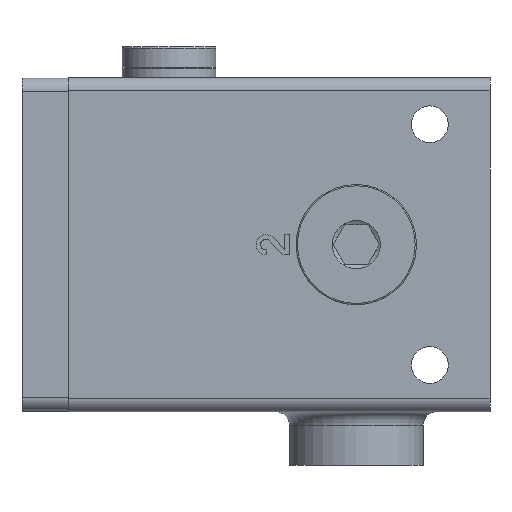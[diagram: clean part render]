
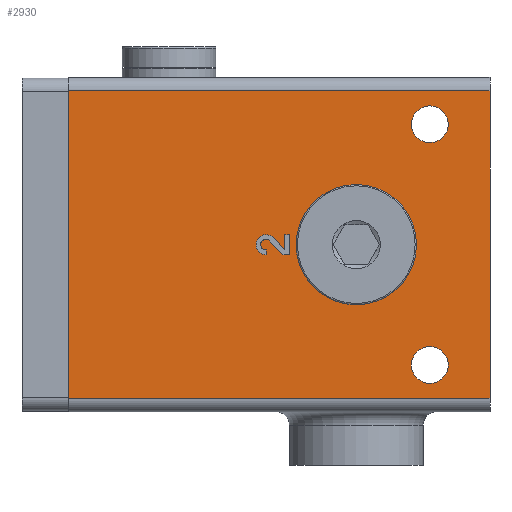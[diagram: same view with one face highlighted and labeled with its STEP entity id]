
A CAD part, left-side view. The second image highlights one B-rep face of the part: STEP entity #2930.
In plain terms, the highlighted face is planar.
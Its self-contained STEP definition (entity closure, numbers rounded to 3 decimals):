
#134=CIRCLE('',#3105,1.5);
#135=CIRCLE('',#3106,0.8);
#136=CIRCLE('',#3107,6.58);
#137=CIRCLE('',#3108,2.75);
#138=CIRCLE('',#3109,2.75);
#259=ORIENTED_EDGE('',*,*,#823,.F.);
#260=ORIENTED_EDGE('',*,*,#824,.F.);
#261=ORIENTED_EDGE('',*,*,#825,.F.);
#262=ORIENTED_EDGE('',*,*,#826,.F.);
#263=ORIENTED_EDGE('',*,*,#827,.F.);
#264=ORIENTED_EDGE('',*,*,#828,.F.);
#265=ORIENTED_EDGE('',*,*,#829,.F.);
#266=ORIENTED_EDGE('',*,*,#830,.T.);
#267=ORIENTED_EDGE('',*,*,#831,.F.);
#268=ORIENTED_EDGE('',*,*,#832,.T.);
#269=ORIENTED_EDGE('',*,*,#833,.F.);
#270=ORIENTED_EDGE('',*,*,#834,.F.);
#271=ORIENTED_EDGE('',*,*,#835,.F.);
#272=ORIENTED_EDGE('',*,*,#836,.T.);
#273=ORIENTED_EDGE('',*,*,#837,.T.);
#274=ORIENTED_EDGE('',*,*,#838,.T.);
#823=EDGE_CURVE('',#1105,#1106,#134,.T.);
#824=EDGE_CURVE('',#1107,#1105,#1309,.T.);
#825=EDGE_CURVE('',#1108,#1107,#1310,.T.);
#826=EDGE_CURVE('',#1109,#1108,#1311,.T.);
#827=EDGE_CURVE('',#1110,#1109,#1312,.T.);
#828=EDGE_CURVE('',#1111,#1110,#1313,.T.);
#829=EDGE_CURVE('',#1112,#1111,#1314,.T.);
#830=EDGE_CURVE('',#1112,#1113,#135,.T.);
#831=EDGE_CURVE('',#1106,#1113,#1315,.T.);
#832=EDGE_CURVE('',#1114,#1114,#136,.T.);
#833=EDGE_CURVE('',#1115,#1115,#137,.T.);
#834=EDGE_CURVE('',#1116,#1116,#138,.T.);
#835=EDGE_CURVE('',#1117,#1118,#1316,.T.);
#836=EDGE_CURVE('',#1117,#1119,#1317,.T.);
#837=EDGE_CURVE('',#1119,#1120,#1318,.T.);
#838=EDGE_CURVE('',#1120,#1118,#1319,.T.);
#1105=VERTEX_POINT('',#4085);
#1106=VERTEX_POINT('',#4086);
#1107=VERTEX_POINT('',#4088);
#1108=VERTEX_POINT('',#4090);
#1109=VERTEX_POINT('',#4092);
#1110=VERTEX_POINT('',#4094);
#1111=VERTEX_POINT('',#4096);
#1112=VERTEX_POINT('',#4098);
#1113=VERTEX_POINT('',#4100);
#1114=VERTEX_POINT('',#4103);
#1115=VERTEX_POINT('',#4105);
#1116=VERTEX_POINT('',#4107);
#1117=VERTEX_POINT('',#4109);
#1118=VERTEX_POINT('',#4110);
#1119=VERTEX_POINT('',#4112);
#1120=VERTEX_POINT('',#4114);
#1309=LINE('',#4087,#1466);
#1310=LINE('',#4089,#1467);
#1311=LINE('',#4091,#1468);
#1312=LINE('',#4093,#1469);
#1313=LINE('',#4095,#1470);
#1314=LINE('',#4097,#1471);
#1315=LINE('',#4101,#1472);
#1316=LINE('',#4108,#1473);
#1317=LINE('',#4111,#1474);
#1318=LINE('',#4113,#1475);
#1319=LINE('',#4115,#1476);
#1466=VECTOR('',#3399,1000.);
#1467=VECTOR('',#3400,1000.);
#1468=VECTOR('',#3401,1000.);
#1469=VECTOR('',#3402,1000.);
#1470=VECTOR('',#3403,1000.);
#1471=VECTOR('',#3404,1000.);
#1472=VECTOR('',#3407,1000.);
#1473=VECTOR('',#3414,1000.);
#1474=VECTOR('',#3415,1000.);
#1475=VECTOR('',#3416,1000.);
#1476=VECTOR('',#3417,1000.);
#1606=EDGE_LOOP('',(#259,#260,#261,#262,#263,#264,#265,#266,#267));
#1607=EDGE_LOOP('',(#268));
#1608=EDGE_LOOP('',(#269));
#1609=EDGE_LOOP('',(#270));
#1610=EDGE_LOOP('',(#271,#272,#273,#274));
#1833=FACE_BOUND('',#1606,.T.);
#1834=FACE_BOUND('',#1607,.T.);
#1835=FACE_BOUND('',#1608,.T.);
#1836=FACE_BOUND('',#1609,.T.);
#1837=FACE_BOUND('',#1610,.T.);
#2057=PLANE('',#3104);
#2930=ADVANCED_FACE('',(#1833,#1834,#1835,#1836,#1837),#2057,.T.);
#3104=AXIS2_PLACEMENT_3D('',#4083,#3395,#3396);
#3105=AXIS2_PLACEMENT_3D('',#4084,#3397,#3398);
#3106=AXIS2_PLACEMENT_3D('',#4099,#3405,#3406);
#3107=AXIS2_PLACEMENT_3D('',#4102,#3408,#3409);
#3108=AXIS2_PLACEMENT_3D('',#4104,#3410,#3411);
#3109=AXIS2_PLACEMENT_3D('',#4106,#3412,#3413);
#3395=DIRECTION('',(0.,0.,1.));
#3396=DIRECTION('',(1.,0.,0.));
#3397=DIRECTION('',(0.,0.,1.));
#3398=DIRECTION('',(1.,0.,0.));
#3399=DIRECTION('',(0.724,0.69,0.));
#3400=DIRECTION('',(-1.,0.,0.));
#3401=DIRECTION('',(0.,1.,0.));
#3402=DIRECTION('',(1.,0.,0.));
#3403=DIRECTION('',(0.,-1.,0.));
#3404=DIRECTION('',(-0.724,-0.69,0.));
#3405=DIRECTION('',(0.,0.,1.));
#3406=DIRECTION('',(1.,0.,0.));
#3407=DIRECTION('',(1.,0.,0.));
#3408=DIRECTION('',(0.,0.,-1.));
#3409=DIRECTION('',(-1.,0.,0.));
#3410=DIRECTION('',(0.,0.,1.));
#3411=DIRECTION('',(1.,0.,0.));
#3412=DIRECTION('',(0.,0.,1.));
#3413=DIRECTION('',(1.,0.,0.));
#3414=DIRECTION('',(0.,-1.,0.));
#3415=DIRECTION('',(-1.,0.,0.));
#3416=DIRECTION('',(0.,-1.,0.));
#3417=DIRECTION('',(1.,0.,0.));
#4083=CARTESIAN_POINT('',(0.,0.,40.));
#4084=CARTESIAN_POINT('',(0.,33.5,40.));
#4085=CARTESIAN_POINT('',(1.034,32.414,40.));
#4086=CARTESIAN_POINT('',(-1.5,33.5,40.));
#4087=CARTESIAN_POINT('',(-0.765,30.7,40.));
#4088=CARTESIAN_POINT('',(-0.765,30.7,40.));
#4089=CARTESIAN_POINT('',(1.5,30.7,40.));
#4090=CARTESIAN_POINT('',(1.5,30.7,40.));
#4091=CARTESIAN_POINT('',(1.5,30.,40.));
#4092=CARTESIAN_POINT('',(1.5,30.,40.));
#4093=CARTESIAN_POINT('',(-1.5,30.,40.));
#4094=CARTESIAN_POINT('',(-1.5,30.,40.));
#4095=CARTESIAN_POINT('',(-1.5,30.967,40.));
#4096=CARTESIAN_POINT('',(-1.5,30.967,40.));
#4097=CARTESIAN_POINT('',(0.552,32.921,40.));
#4098=CARTESIAN_POINT('',(0.552,32.921,40.));
#4099=CARTESIAN_POINT('',(0.,33.5,40.));
#4100=CARTESIAN_POINT('',(-0.8,33.5,40.));
#4101=CARTESIAN_POINT('',(-1.5,33.5,40.));
#4102=CARTESIAN_POINT('',(0.,20.,40.));
#4103=CARTESIAN_POINT('',(-6.58,20.,40.));
#4104=CARTESIAN_POINT('',(-18.,9.,40.));
#4105=CARTESIAN_POINT('',(-15.25,9.,40.));
#4106=CARTESIAN_POINT('',(18.,9.,40.));
#4107=CARTESIAN_POINT('',(20.75,9.,40.));
#4108=CARTESIAN_POINT('',(23.,70.,40.));
#4109=CARTESIAN_POINT('',(23.,63.,40.));
#4110=CARTESIAN_POINT('',(23.,0.,40.));
#4111=CARTESIAN_POINT('',(0.,63.,40.));
#4112=CARTESIAN_POINT('',(-23.,63.,40.));
#4113=CARTESIAN_POINT('',(-23.,70.,40.));
#4114=CARTESIAN_POINT('',(-23.,0.,40.));
#4115=CARTESIAN_POINT('',(-25.,0.,40.));
